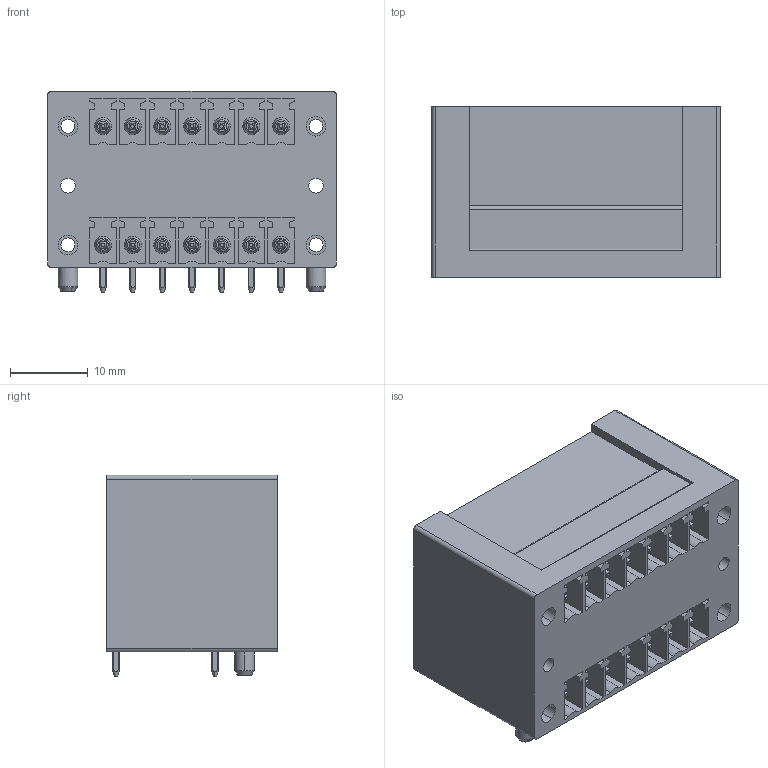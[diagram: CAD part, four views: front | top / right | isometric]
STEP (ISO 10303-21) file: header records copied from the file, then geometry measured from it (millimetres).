
FILE_DESCRIPTION(('CATIA V5 STEP Exchange','CAx-IF Rec.Pracs.--- Model Styling and Organization---1.2---2011-12-15'),'2;1');
FILE_NAME ('D1460837_0_1974230000_1974230000.stp','2018-10-05T06:11:24+00:00',('none'),('Weidmueller'),'CATIA Version 5-6 Release 2014','CATIA V5 STEP AP214','none');
FILE_SCHEMA(('AUTOMOTIVE_DESIGN { 1 0 10303 214 1 1 1 1 }'));
Length unit declared in the file: millimetre
Products named in the file (1): 1974230000
Bounding box: 37.06 x 21.9 x 25.9 mm (x, y, z)
Volume: 15930.8 mm3; surface area: 9068.4 mm2
Topology: 17 solids, 17 shells, 950 faces, 2582 edges, 1698 vertices
Faces by surface type: plane 594, cylinder 240, cone 88, torus 28
Entity records: 28840 total; most frequent: CARTESIAN_POINT 7844, ORIENTED_EDGE 5164, DIRECTION 2946, EDGE_CURVE 2582, VECTOR 1758, LINE 1758, VERTEX_POINT 1698, EDGE_LOOP 1022
